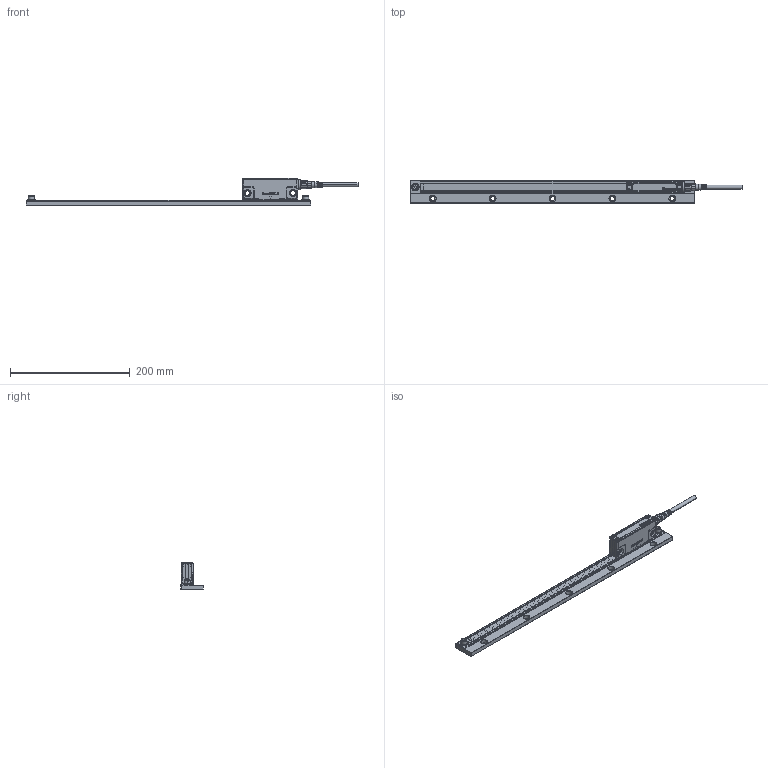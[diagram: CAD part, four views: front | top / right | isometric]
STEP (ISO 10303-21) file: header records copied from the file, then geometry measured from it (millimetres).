
FILE_DESCRIPTION(('CATIA V5 STEP','CAx-IF Rec.Pracs.--- Model Styling and Organization---1.4--- 2014-01-23'),'2;1');
FILE_NAME('SQ47-034L.stp','2019-11-12T06:25:49+00:00',('none'),('none'),'CATIA Version 5-6 Release 2017 SP5','CATIA V5 STEP AP214','none');
FILE_SCHEMA(('AUTOMOTIVE_DESIGN { 1 0 10303 214 1 1 1 1 }'));
Products named in the file (3): SQ47-034L; Head_ASSY_L; Scale base 340
Assembly tree (2 placements, depth 2):
  SQ47-034L
    Head_ASSY_L
    Scale base 340
Bounding box: 554.5 x 37 x 46.38 mm (x, y, z)
Volume: 211792.5 mm3; surface area: 78257.7 mm2
Topology: 2 solids, 23 shells, 3052 faces, 8283 edges, 5338 vertices
Faces by surface type: cone 1158, plane 738, cylinder 578, bspline 389, torus 177, sphere 12
Entity records: 109927 total; most frequent: CARTESIAN_POINT 39896, ORIENTED_EDGE 16518, DIRECTION 10830, EDGE_CURVE 8259, AXIS2_PLACEMENT_3D 5593, VERTEX_POINT 5338, CIRCLE 3531, EDGE_LOOP 3225
